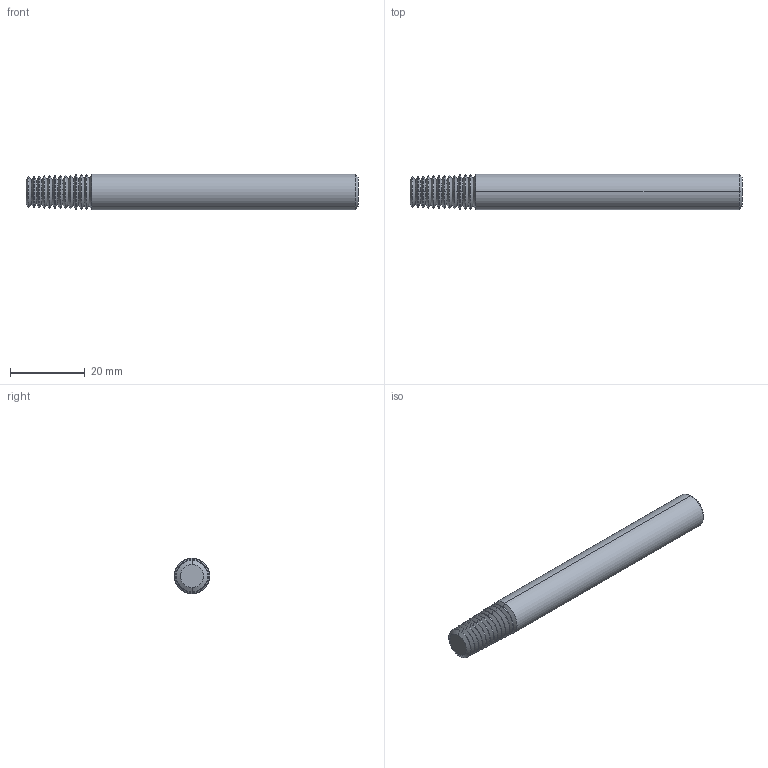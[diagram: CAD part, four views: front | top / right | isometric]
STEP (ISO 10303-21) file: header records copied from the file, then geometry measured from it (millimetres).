
FILE_DESCRIPTION (( 'STEP AP214' ), '1' );
FILE_NAME ('TM330-18NPT-H.STEP', '2019-07-23T18:05:53', ( '' ), ( '' ), 'SwSTEP 2.0', 'SolidWorks 2018', '' );
FILE_SCHEMA (( 'AUTOMOTIVE_DESIGN' ));
Length unit declared in the file: inch
Products named in the file (1): TM330-18NPT-H
Bounding box: 88.9 x 9.52 x 9.52 mm (x, y, z)
Volume: 5919 mm3; surface area: 3031.6 mm2
Topology: 1 solids, 1 shells, 106 faces, 210 edges, 106 vertices
Faces by surface type: cone 52, cylinder 52, plane 2
Entity records: 2684 total; most frequent: DIRECTION 530, CARTESIAN_POINT 423, ORIENTED_EDGE 420, AXIS2_PLACEMENT_3D 213, EDGE_CURVE 210, FACE_OUTER_BOUND 106, ADVANCED_FACE 106, CIRCLE 106
